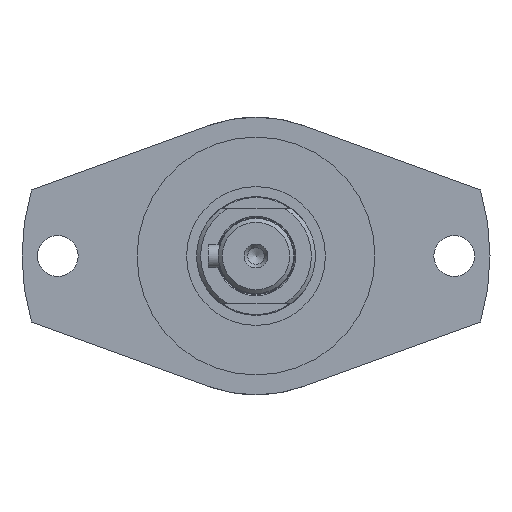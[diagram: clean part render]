
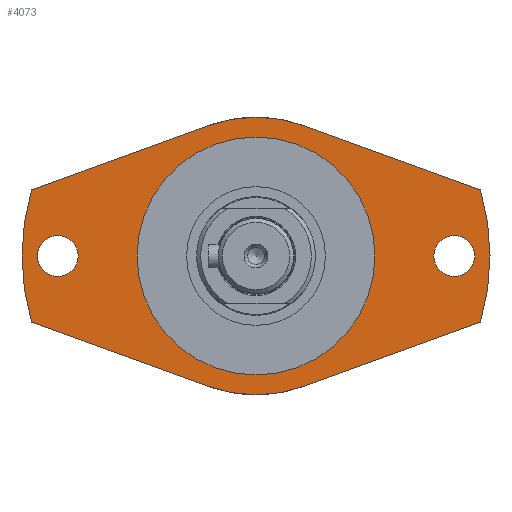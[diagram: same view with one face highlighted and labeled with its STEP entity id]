
A CAD part, left-side view. The second image highlights one B-rep face of the part: STEP entity #4073.
In plain terms, the highlighted planar face has unit normal (-1, 0, 0).
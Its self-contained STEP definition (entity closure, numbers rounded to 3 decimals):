
#135=FACE_BOUND('',#585,.T.);
#136=FACE_BOUND('',#586,.T.);
#137=FACE_BOUND('',#587,.T.);
#185=PLANE('',#4421);
#346=FACE_OUTER_BOUND('',#584,.T.);
#584=EDGE_LOOP('',(#2866,#2867,#2868,#2869,#2870,#2871,#2872,#2873));
#585=EDGE_LOOP('',(#2874));
#586=EDGE_LOOP('',(#2875));
#587=EDGE_LOOP('',(#2876,#2877));
#816=LINE('',#6231,#1130);
#819=LINE('',#6237,#1133);
#823=LINE('',#6244,#1137);
#826=LINE('',#6250,#1140);
#1130=VECTOR('',#5043,10.);
#1133=VECTOR('',#5048,10.);
#1137=VECTOR('',#5054,10.);
#1140=VECTOR('',#5059,10.);
#1484=CIRCLE('',#4403,35.);
#1486=CIRCLE('',#4405,35.);
#1490=CIRCLE('',#4410,5.15);
#1493=CIRCLE('',#4414,5.15);
#1495=CIRCLE('',#4422,59.);
#1496=CIRCLE('',#4423,59.);
#1497=CIRCLE('',#4424,30.);
#1498=CIRCLE('',#4425,30.);
#1702=VERTEX_POINT('',#6196);
#1703=VERTEX_POINT('',#6198);
#1706=VERTEX_POINT('',#6204);
#1707=VERTEX_POINT('',#6206);
#1711=VERTEX_POINT('',#6216);
#1714=VERTEX_POINT('',#6224);
#1715=VERTEX_POINT('',#6228);
#1718=VERTEX_POINT('',#6236);
#1720=VERTEX_POINT('',#6242);
#1722=VERTEX_POINT('',#6247);
#1723=VERTEX_POINT('',#6256);
#1724=VERTEX_POINT('',#6257);
#2131=EDGE_CURVE('',#1703,#1702,#1484,.T.);
#2135=EDGE_CURVE('',#1707,#1706,#1486,.T.);
#2141=EDGE_CURVE('',#1711,#1711,#1490,.T.);
#2145=EDGE_CURVE('',#1714,#1714,#1493,.T.);
#2147=EDGE_CURVE('',#1702,#1715,#816,.T.);
#2150=EDGE_CURVE('',#1718,#1707,#819,.T.);
#2154=EDGE_CURVE('',#1706,#1720,#823,.T.);
#2157=EDGE_CURVE('',#1722,#1703,#826,.T.);
#2159=EDGE_CURVE('',#1718,#1715,#1495,.T.);
#2160=EDGE_CURVE('',#1722,#1720,#1496,.T.);
#2161=EDGE_CURVE('',#1723,#1724,#1497,.T.);
#2162=EDGE_CURVE('',#1724,#1723,#1498,.T.);
#2866=ORIENTED_EDGE('',*,*,#2157,.T.);
#2867=ORIENTED_EDGE('',*,*,#2131,.T.);
#2868=ORIENTED_EDGE('',*,*,#2147,.T.);
#2869=ORIENTED_EDGE('',*,*,#2159,.F.);
#2870=ORIENTED_EDGE('',*,*,#2150,.T.);
#2871=ORIENTED_EDGE('',*,*,#2135,.T.);
#2872=ORIENTED_EDGE('',*,*,#2154,.T.);
#2873=ORIENTED_EDGE('',*,*,#2160,.F.);
#2874=ORIENTED_EDGE('',*,*,#2141,.T.);
#2875=ORIENTED_EDGE('',*,*,#2145,.T.);
#2876=ORIENTED_EDGE('',*,*,#2161,.T.);
#2877=ORIENTED_EDGE('',*,*,#2162,.T.);
#4073=ADVANCED_FACE('',(#346,#135,#136,#137),#185,.T.);
#4403=AXIS2_PLACEMENT_3D('',#6199,#5011,#5012);
#4405=AXIS2_PLACEMENT_3D('',#6207,#5017,#5018);
#4410=AXIS2_PLACEMENT_3D('',#6218,#5029,#5030);
#4414=AXIS2_PLACEMENT_3D('',#6226,#5038,#5039);
#4421=AXIS2_PLACEMENT_3D('',#6253,#5064,#5065);
#4422=AXIS2_PLACEMENT_3D('',#6254,#5066,#5067);
#4423=AXIS2_PLACEMENT_3D('',#6255,#5068,#5069);
#4424=AXIS2_PLACEMENT_3D('',#6258,#5070,#5071);
#4425=AXIS2_PLACEMENT_3D('',#6259,#5072,#5073);
#5011=DIRECTION('center_axis',(-1.,0.,0.));
#5012=DIRECTION('ref_axis',(0.,-0.342,0.94));
#5017=DIRECTION('center_axis',(-1.,0.,0.));
#5018=DIRECTION('ref_axis',(0.,0.342,-0.94));
#5029=DIRECTION('center_axis',(1.,0.,0.));
#5030=DIRECTION('ref_axis',(0.,0.,
-1.));
#5038=DIRECTION('center_axis',(1.,0.,0.));
#5039=DIRECTION('ref_axis',(0.,0.,
-1.));
#5043=DIRECTION('',(0.,-0.94,0.342));
#5048=DIRECTION('',(0.,0.94,0.342));
#5054=DIRECTION('',(0.,0.94,-0.342));
#5059=DIRECTION('',(0.,-0.94,-0.342));
#5064=DIRECTION('center_axis',(-1.,0.,0.));
#5065=DIRECTION('ref_axis',(0.,0.,1.));
#5066=DIRECTION('center_axis',(1.,0.,0.));
#5067=DIRECTION('ref_axis',(0.,1.,0.));
#5068=DIRECTION('center_axis',(1.,0.,0.));
#5069=DIRECTION('ref_axis',(0.,1.,0.));
#5070=DIRECTION('center_axis',(1.,0.,0.));
#5071=DIRECTION('ref_axis',(0.,1.,0.));
#5072=DIRECTION('center_axis',(1.,0.,0.));
#5073=DIRECTION('ref_axis',(0.,1.,0.));
#6196=CARTESIAN_POINT('',(-186.,-11.971,-32.889));
#6198=CARTESIAN_POINT('',(-186.,11.971,-32.889));
#6199=CARTESIAN_POINT('Origin',(-186.,0.,0.));
#6204=CARTESIAN_POINT('',(-186.,11.971,32.889));
#6206=CARTESIAN_POINT('',(-186.,-11.971,32.889));
#6207=CARTESIAN_POINT('Origin',(-186.,0.,0.));
#6216=CARTESIAN_POINT('',(-186.,-50.,5.15));
#6218=CARTESIAN_POINT('Origin',(-186.,-50.,0.));
#6224=CARTESIAN_POINT('',(-186.,50.,5.15));
#6226=CARTESIAN_POINT('Origin',(-186.,50.,0.));
#6228=CARTESIAN_POINT('',(-186.,-56.604,-16.644));
#6231=CARTESIAN_POINT('',(-186.,7.677,-40.04));
#6236=CARTESIAN_POINT('',(-186.,-56.604,16.644));
#6237=CARTESIAN_POINT('',(-186.,-37.505,23.596));
#6242=CARTESIAN_POINT('',(-186.,56.604,16.644));
#6244=CARTESIAN_POINT('',(-186.,31.618,25.738));
#6247=CARTESIAN_POINT('',(-186.,56.604,-16.644));
#6250=CARTESIAN_POINT('',(-186.,76.799,-9.294));
#6253=CARTESIAN_POINT('Origin',(-186.,44.5,0.));
#6254=CARTESIAN_POINT('Origin',(-186.,0.,0.));
#6255=CARTESIAN_POINT('Origin',(-186.,0.,0.));
#6256=CARTESIAN_POINT('',(-186.,30.,0.));
#6257=CARTESIAN_POINT('',(-186.,-30.,0.));
#6258=CARTESIAN_POINT('Origin',(-186.,0.,0.));
#6259=CARTESIAN_POINT('Origin',(-186.,0.,0.));
